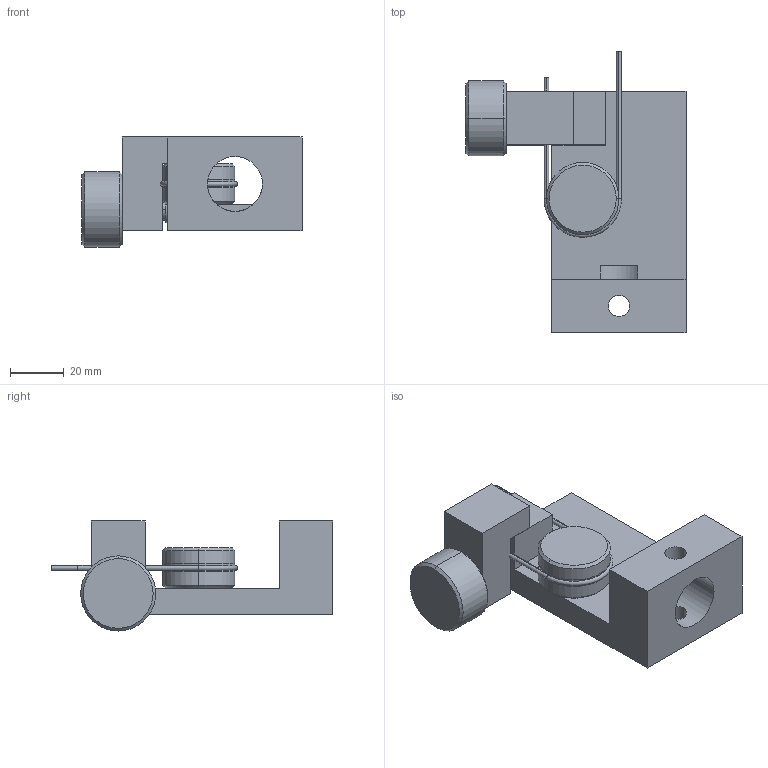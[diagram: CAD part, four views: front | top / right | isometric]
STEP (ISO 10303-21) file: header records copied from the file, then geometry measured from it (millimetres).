
FILE_DESCRIPTION (( 'STEP AP203' ), '1' );
FILE_NAME ('Filament tester mirrored.STEP', '2021-07-31T10:35:21', ( '' ), ( '' ), 'SwSTEP 2.0', 'SolidWorks 2020', '' );
FILE_SCHEMA (( 'CONFIG_CONTROL_DESIGN' ));
Length unit declared in the file: millimetre
Products named in the file (1): Filament tester mirrored
Bounding box: 82 x 105 x 41 mm (x, y, z)
Volume: 107564.5 mm3; surface area: 31165.4 mm2
Topology: 5 solids, 5 shells, 101 faces, 218 edges, 129 vertices
Faces by surface type: cylinder 34, plane 32, cone 20, torus 15
Entity records: 2932 total; most frequent: CARTESIAN_POINT 579, DIRECTION 525, ORIENTED_EDGE 432, EDGE_CURVE 216, AXIS2_PLACEMENT_3D 211, VERTEX_POINT 129, EDGE_LOOP 115, CIRCLE 109
